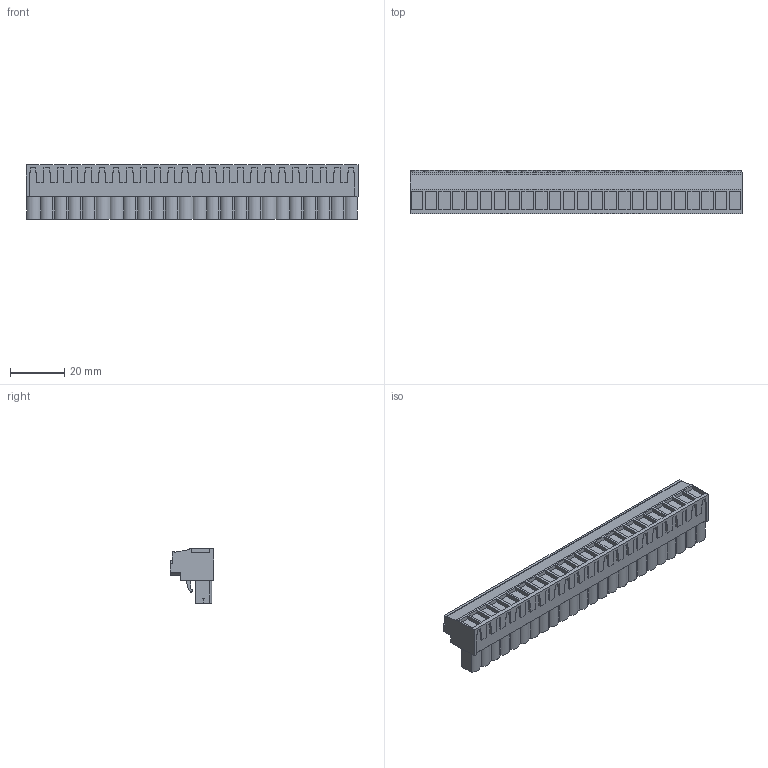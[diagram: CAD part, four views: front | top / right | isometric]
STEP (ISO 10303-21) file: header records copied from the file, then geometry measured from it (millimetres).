
FILE_DESCRIPTION(('CATIA V5 STEP','CAx-IF Rec.Pracs.--- Model Styling and Organization---1.2---2011-12-15'),'2;1');
FILE_NAME ('D1459910_0_1944030000_1944030000.stp','2017-05-22T12:39:34+00:00',('none'),('Weidmueller'),'CATIA Version 5-6 Release 2014','CATIA V5 STEP AP214','none');
FILE_SCHEMA(('AUTOMOTIVE_DESIGN { 1 0 10303 214 1 1 1 1 }'));
Length unit declared in the file: millimetre
Products named in the file (1): 1944030000
Bounding box: 121.92 x 16.1 x 20.05 mm (x, y, z)
Volume: 22640.4 mm3; surface area: 14016.4 mm2
Topology: 25 solids, 25 shells, 1576 faces, 4465 edges, 3036 vertices
Faces by surface type: plane 1356, cylinder 220
Entity records: 47439 total; most frequent: ORIENTED_EDGE 8930, CARTESIAN_POINT 8662, DIRECTION 6426, EDGE_CURVE 4465, VECTOR 3929, LINE 3929, VERTEX_POINT 3036, EDGE_LOOP 1673
